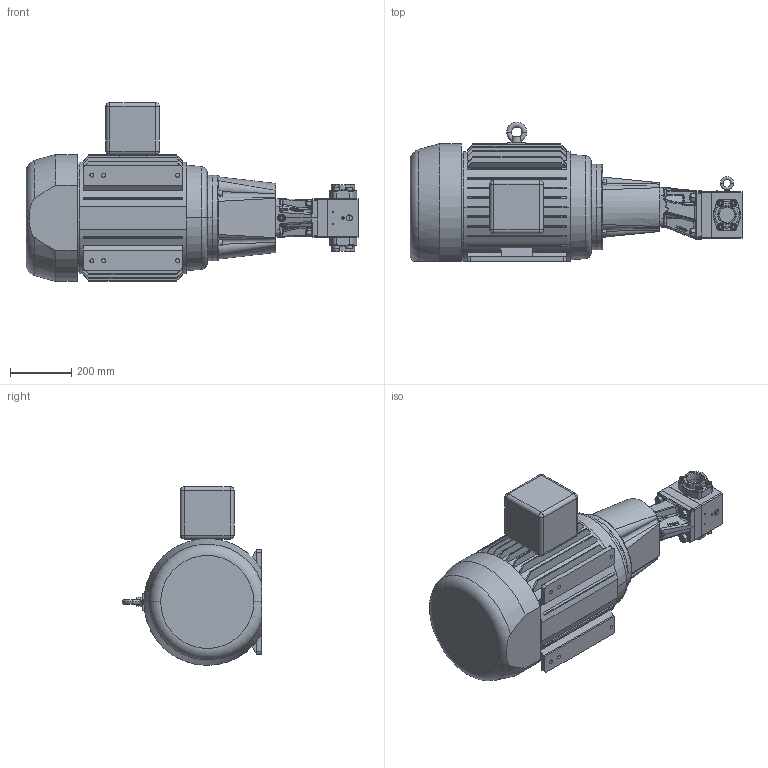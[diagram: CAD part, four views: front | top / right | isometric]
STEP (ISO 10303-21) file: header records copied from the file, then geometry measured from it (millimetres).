
FILE_DESCRIPTION (( 'STEP AP214' ), '1' );
FILE_NAME ('GPV-1013-029-U.STEP', '2019-05-22T19:49:18', ( '' ), ( '' ), 'SwSTEP 2.0', 'SolidWorks 2018', '' );
FILE_SCHEMA (( 'AUTOMOTIVE_DESIGN' ));
Length unit declared in the file: inch
Products named in the file (1): GPV-1013-029-U
Bounding box: 1083.12 x 454.94 x 583.44 mm (x, y, z)
Volume: 60382306.2 mm3; surface area: 2906668.2 mm2
Topology: 24 solids, 25 shells, 2270 faces, 5476 edges, 3370 vertices
Faces by surface type: plane 845, cylinder 679, cone 462, bspline 181, torus 63, sphere 40
Entity records: 112830 total; most frequent: CARTESIAN_POINT 31732, ORIENTED_EDGE 10908, DIRECTION 10356, EDGE_CURVE 5454, AXIS2_PLACEMENT_3D 3978, VERTEX_POINT 3370, EDGE_LOOP 2492, VECTOR 2400
